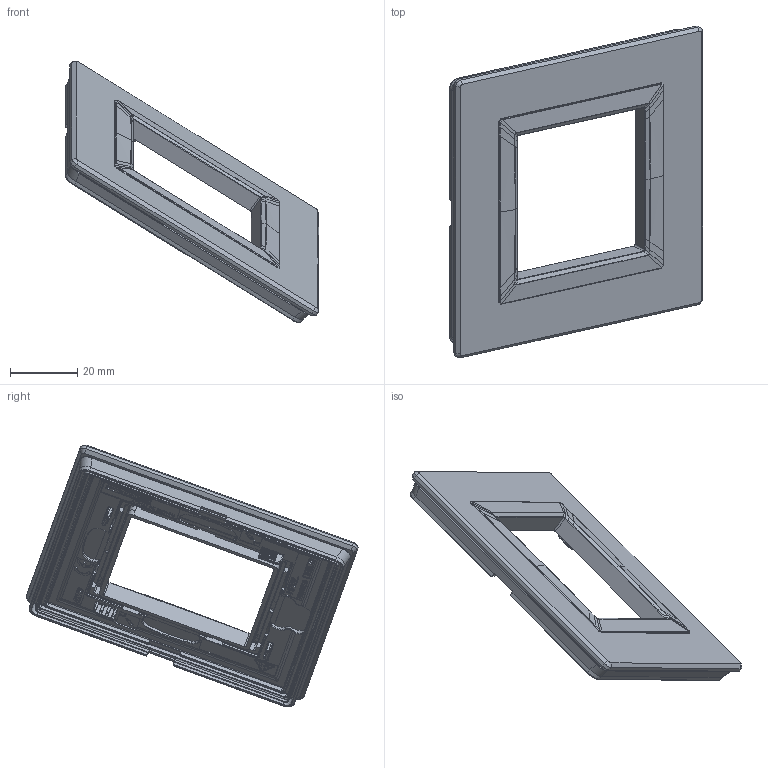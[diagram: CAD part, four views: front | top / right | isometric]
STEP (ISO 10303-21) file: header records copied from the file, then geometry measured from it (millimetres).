
FILE_DESCRIPTION(('CATIA V5 STEP Exchange'),'2;1');
FILE_NAME('44PV22XX.stp','2025-08-28T12:01:57+00:00',('none'),('none'),'CATIA Version 5-6 Release 2016 SP6','CATIA V5 STEP AP203','none');
FILE_SCHEMA(('CONFIG_CONTROL_DESIGN'));
Products named in the file (1): 44PV22XX
Assembly tree (4 placements, depth 2):
  44PV22XX
    #57
    #85837
    #86796
    #86840
Bounding box: 75.4 x 98.93 x 77.96 mm (x, y, z)
Volume: 23530.7 mm3; surface area: 30443.3 mm2
Topology: 3 solids, 3 shells, 2974 faces, 7884 edges, 4869 vertices
Faces by surface type: plane 1685, cylinder 595, bspline 530, torus 57, cone 41, sphere 40, extrusion 20, revolution 6
Entity records: 114711 total; most frequent: CARTESIAN_POINT 49881, ORIENTED_EDGE 15508, DIRECTION 9573, EDGE_CURVE 7754, VECTOR 5093, LINE 5073, VERTEX_POINT 4865, EDGE_LOOP 3067
